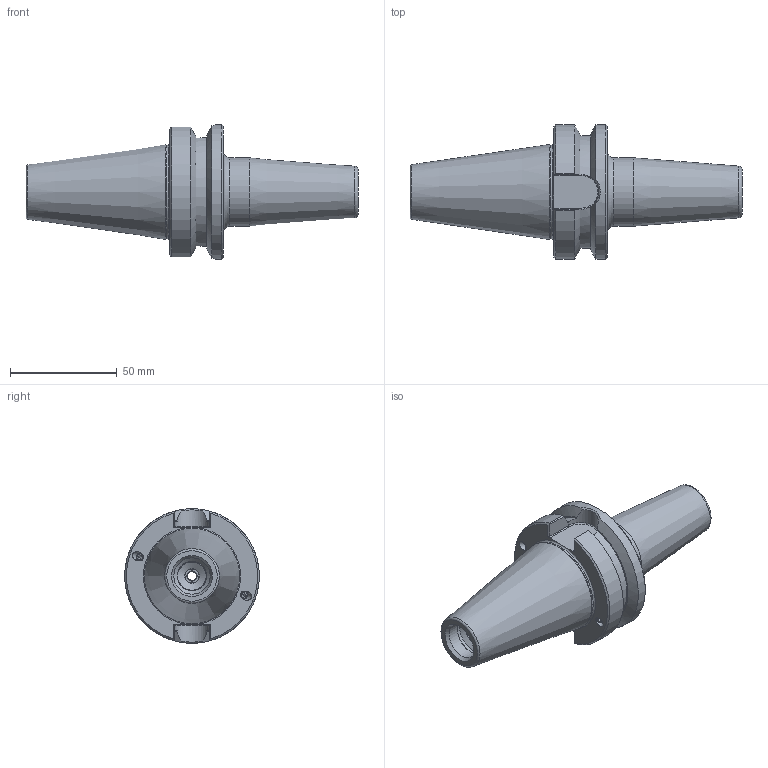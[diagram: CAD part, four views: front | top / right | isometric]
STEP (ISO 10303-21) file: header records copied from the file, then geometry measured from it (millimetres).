
FILE_DESCRIPTION((''),'2;1');
FILE_NAME('INT''BT40-38SF354-9.iam.step','2010-02-26T10:04:46',(''),(''),'Autodesk Inventor 2009','Autodesk Inventor 2009','');
FILE_SCHEMA(('AUTOMOTIVE_DESIGN { 1 0 10303 214 1 1 1 1 }'));
Length unit declared in the file: millimetre
Products named in the file (4): BT40-38SF354-9; BT40BC-38SF354-9-1; 029-965; BS-SFM081-16
Assembly tree (6 placements, depth 2):
  BT40-38SF354-9
    BT40BC-38SF354-9-1
    029-965  x4
    BS-SFM081-16
Bounding box: 155.41 x 62.99 x 62.99 mm (x, y, z)
Volume: 156908.5 mm3; surface area: 31356.5 mm2
Topology: 6 solids, 6 shells, 173 faces, 398 edges, 254 vertices
Faces by surface type: plane 79, cylinder 43, cone 33, bspline 16, torus 2
Full cylindrical faces by diameter (mm): 3.3 x4, 4 x8, 4.1 x4, 4.2 x4, 9.507 x1, 10.269 x1, 17.623 x1, 32 x1, 43.942 x1, 44.45 x1, 62.992 x1
Entity records: 4150 total; most frequent: CARTESIAN_POINT 1327, DIRECTION 538, ORIENTED_EDGE 492, EDGE_CURVE 246, AXIS2_PLACEMENT_3D 224, EDGE_LOOP 188, VERTEX_POINT 178, FACE_OUTER_BOUND 125
